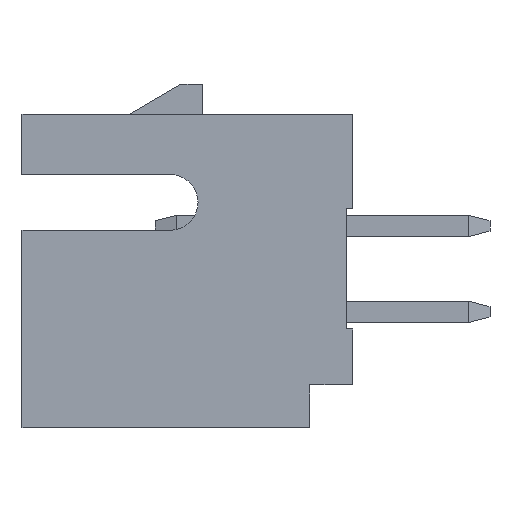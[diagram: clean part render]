
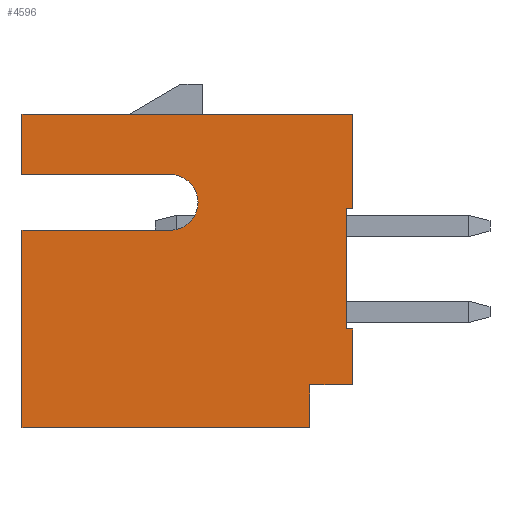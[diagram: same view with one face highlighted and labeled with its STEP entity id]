
A CAD part, left-side view. The second image highlights one B-rep face of the part: STEP entity #4596.
In plain terms, the highlighted planar face has unit normal (-1, 0, 0).
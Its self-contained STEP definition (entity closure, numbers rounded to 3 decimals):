
#30=DIRECTION('',(0.,0.,1.));
#31=VECTOR('',#30,1.);
#32=CARTESIAN_POINT('',(-10.,1.,-3.65));
#33=LINE('',#32,#31);
#34=CARTESIAN_POINT('',(-10.,4.25,1.6));
#35=DIRECTION('',(1.,0.,0.));
#36=DIRECTION('',(0.,0.,1.));
#37=AXIS2_PLACEMENT_3D('',#34,#35,#36);
#39=DIRECTION('',(0.,0.,1.));
#40=VECTOR('',#39,2.2);
#41=CARTESIAN_POINT('',(-10.,0.,1.45));
#42=LINE('',#41,#40);
#43=DIRECTION('',(0.,0.,1.));
#44=VECTOR('',#43,1.3);
#45=CARTESIAN_POINT('',(-10.,0.,-2.65));
#46=LINE('',#45,#44);
#47=DIRECTION('',(0.,-1.,0.));
#48=VECTOR('',#47,1.);
#49=CARTESIAN_POINT('',(-10.,1.,-2.65));
#50=LINE('',#49,#48);
#51=DIRECTION('',(0.,1.,0.));
#52=VECTOR('',#51,6.7);
#53=CARTESIAN_POINT('',(-10.,1.,-3.65));
#54=LINE('',#53,#52);
#196=DIRECTION('',(0.,-1.,0.));
#197=VECTOR('',#196,7.7);
#198=CARTESIAN_POINT('',(-10.,7.7,3.65));
#199=LINE('',#198,#197);
#284=DIRECTION('',(0.,0.,1.));
#285=VECTOR('',#284,1.4);
#286=CARTESIAN_POINT('',(-10.,7.7,2.25));
#287=LINE('',#286,#285);
#300=DIRECTION('',(0.,-1.,0.));
#301=VECTOR('',#300,3.45);
#302=CARTESIAN_POINT('',(-10.,7.7,2.25));
#303=LINE('',#302,#301);
#345=DIRECTION('',(0.,1.,0.));
#346=VECTOR('',#345,3.45);
#347=CARTESIAN_POINT('',(-10.,4.25,0.95));
#348=LINE('',#347,#346);
#361=DIRECTION('',(0.,0.,1.));
#362=VECTOR('',#361,4.6);
#363=CARTESIAN_POINT('',(-10.,7.7,-3.65));
#364=LINE('',#363,#362);
#865=DIRECTION('',(0.,0.,1.));
#866=VECTOR('',#865,2.8);
#867=CARTESIAN_POINT('',(-10.,0.15,-1.35));
#868=LINE('',#867,#866);
#1173=DIRECTION('',(0.,-1.,0.));
#1174=VECTOR('',#1173,0.15);
#1175=CARTESIAN_POINT('',(-10.,0.15,1.45));
#1176=LINE('',#1175,#1174);
#1181=DIRECTION('',(0.,1.,0.));
#1182=VECTOR('',#1181,0.15);
#1183=CARTESIAN_POINT('',(-10.,0.,-1.35));
#1184=LINE('',#1183,#1182);
#4017=CARTESIAN_POINT('',(-10.,0.,-2.65));
#4019=VERTEX_POINT('',#4017);
#4023=CARTESIAN_POINT('',(-10.,0.,-1.35));
#4024=VERTEX_POINT('',#4023);
#4029=CARTESIAN_POINT('',(-10.,0.,3.65));
#4030=VERTEX_POINT('',#4029);
#4031=CARTESIAN_POINT('',(-10.,0.,1.45));
#4032=VERTEX_POINT('',#4031);
#4033=CARTESIAN_POINT('',(-10.,1.,-2.65));
#4034=VERTEX_POINT('',#4033);
#4055=CARTESIAN_POINT('',(-10.,1.,-3.65));
#4056=VERTEX_POINT('',#4055);
#4057=CARTESIAN_POINT('',(-10.,7.7,-3.65));
#4058=VERTEX_POINT('',#4057);
#4059=CARTESIAN_POINT('',(-10.,7.7,0.95));
#4060=VERTEX_POINT('',#4059);
#4061=CARTESIAN_POINT('',(-10.,4.25,0.95));
#4062=VERTEX_POINT('',#4061);
#4063=CARTESIAN_POINT('',(-10.,4.25,2.25));
#4064=VERTEX_POINT('',#4063);
#4065=CARTESIAN_POINT('',(-10.,7.7,2.25));
#4066=VERTEX_POINT('',#4065);
#4067=CARTESIAN_POINT('',(-10.,7.7,3.65));
#4068=VERTEX_POINT('',#4067);
#4069=CARTESIAN_POINT('',(-10.,0.15,1.45));
#4070=VERTEX_POINT('',#4069);
#4071=CARTESIAN_POINT('',(-10.,0.15,-1.35));
#4072=VERTEX_POINT('',#4071);
#4564=CARTESIAN_POINT('',(-10.,3.85,0.));
#4565=DIRECTION('',(1.,0.,0.));
#4566=DIRECTION('',(0.,0.,1.));
#4567=AXIS2_PLACEMENT_3D('',#4564,#4565,#4566);
#4568=PLANE('',#4567);
#4569=ORIENTED_EDGE('',*,*,#4555,.F.);
#4571=ORIENTED_EDGE('',*,*,#4570,.T.);
#4573=ORIENTED_EDGE('',*,*,#4572,.T.);
#4575=ORIENTED_EDGE('',*,*,#4574,.F.);
#4577=ORIENTED_EDGE('',*,*,#4576,.F.);
#4579=ORIENTED_EDGE('',*,*,#4578,.F.);
#4581=ORIENTED_EDGE('',*,*,#4580,.T.);
#4583=ORIENTED_EDGE('',*,*,#4582,.T.);
#4585=ORIENTED_EDGE('',*,*,#4584,.F.);
#4587=ORIENTED_EDGE('',*,*,#4586,.F.);
#4589=ORIENTED_EDGE('',*,*,#4588,.F.);
#4591=ORIENTED_EDGE('',*,*,#4590,.F.);
#4592=ORIENTED_EDGE('',*,*,#4492,.F.);
#4593=ORIENTED_EDGE('',*,*,#4511,.F.);
#4594=EDGE_LOOP('',(#4569,#4571,#4573,#4575,#4577,#4579,#4581,#4583,#4585,#4587,
#4589,#4591,#4592,#4593));
#4595=FACE_OUTER_BOUND('',#4594,.F.);
#38=CIRCLE('',#37,0.65);
#4492=EDGE_CURVE('',#4019,#4024,#46,.T.);
#4511=EDGE_CURVE('',#4034,#4019,#50,.T.);
#4555=EDGE_CURVE('',#4056,#4034,#33,.T.);
#4570=EDGE_CURVE('',#4056,#4058,#54,.T.);
#4572=EDGE_CURVE('',#4058,#4060,#364,.T.);
#4574=EDGE_CURVE('',#4062,#4060,#348,.T.);
#4576=EDGE_CURVE('',#4064,#4062,#38,.T.);
#4578=EDGE_CURVE('',#4066,#4064,#303,.T.);
#4580=EDGE_CURVE('',#4066,#4068,#287,.T.);
#4582=EDGE_CURVE('',#4068,#4030,#199,.T.);
#4584=EDGE_CURVE('',#4032,#4030,#42,.T.);
#4586=EDGE_CURVE('',#4070,#4032,#1176,.T.);
#4588=EDGE_CURVE('',#4072,#4070,#868,.T.);
#4590=EDGE_CURVE('',#4024,#4072,#1184,.T.);
#4596=ADVANCED_FACE('',(#4595),#4568,.F.);
